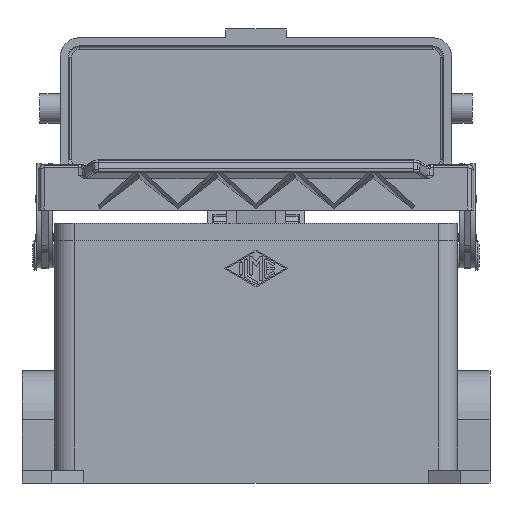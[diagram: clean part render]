
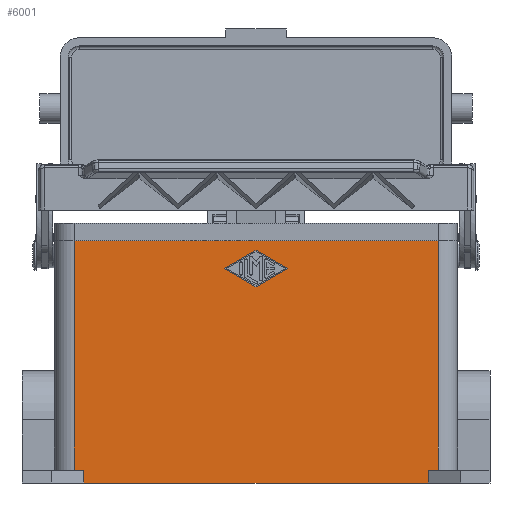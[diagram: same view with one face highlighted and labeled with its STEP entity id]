
A CAD part, front view. The second image highlights one B-rep face of the part: STEP entity #6001.
In plain terms, the highlighted planar face has unit normal (0, -1, 0).
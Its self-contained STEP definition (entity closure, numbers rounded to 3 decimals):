
#5159=CARTESIAN_POINT('',(-9.75,-21.75,15.));
#5160=VERTEX_POINT('',#5159);
#5167=CARTESIAN_POINT('',(0.,-21.75,9.375));
#5168=VERTEX_POINT('',#5167);
#5169=CARTESIAN_POINT('',(0.,-21.75,9.375));
#5170=DIRECTION('',(-0.866,0.0,0.5));
#5171=VECTOR('',#5170,11.256);
#5172=LINE('',#5169,#5171);
#5173=EDGE_CURVE('',#5168,#5160,#5172,.T.);
#5198=CARTESIAN_POINT('',(9.75,-21.75,15.));
#5199=VERTEX_POINT('',#5198);
#5200=CARTESIAN_POINT('',(9.75,-21.75,15.));
#5201=DIRECTION('',(-0.866,0.0,-0.5));
#5202=VECTOR('',#5201,11.256);
#5203=LINE('',#5200,#5202);
#5204=EDGE_CURVE('',#5199,#5168,#5203,.T.);
#5229=CARTESIAN_POINT('',(0.,-21.75,20.625));
#5230=VERTEX_POINT('',#5229);
#5231=CARTESIAN_POINT('',(0.,-21.75,20.625));
#5232=DIRECTION('',(0.866,0.0,-0.5));
#5233=VECTOR('',#5232,11.256);
#5234=LINE('',#5231,#5233);
#5235=EDGE_CURVE('',#5230,#5199,#5234,.T.);
#5258=CARTESIAN_POINT('',(-9.75,-21.75,15.));
#5259=DIRECTION('',(0.866,0.0,0.5));
#5260=VECTOR('',#5259,11.256);
#5261=LINE('',#5258,#5260);
#5262=EDGE_CURVE('',#5160,#5230,#5261,.T.);
#5924=CARTESIAN_POINT('',(53.0,-21.75,-51.0));
#5925=DIRECTION('',(0.0,-1.0,0.0));
#5926=DIRECTION('',(0.0,0.0,-1.0));
#5927=AXIS2_PLACEMENT_3D('',#5924,#5925,#5926);
#5928=PLANE('',#5927);
#5929=CARTESIAN_POINT('',(-53.0,-21.75,-51.0));
#5930=VERTEX_POINT('',#5929);
#5931=CARTESIAN_POINT('',(-53.0,-21.75,-47.));
#5932=VERTEX_POINT('',#5931);
#5933=CARTESIAN_POINT('',(-53.0,-21.75,-51.0));
#5934=DIRECTION('',(0.0,0.0,1.0));
#5935=VECTOR('',#5934,4.);
#5936=LINE('',#5933,#5935);
#5937=EDGE_CURVE('',#5930,#5932,#5936,.T.);
#5938=ORIENTED_EDGE('',*,*,#5937,.F.);
#5939=CARTESIAN_POINT('',(53.0,-21.75,-51.0));
#5940=VERTEX_POINT('',#5939);
#5941=CARTESIAN_POINT('',(53.0,-21.75,-51.0));
#5942=DIRECTION('',(-1.0,0.0,0.0));
#5943=VECTOR('',#5942,106.0);
#5944=LINE('',#5941,#5943);
#5945=EDGE_CURVE('',#5940,#5930,#5944,.T.);
#5946=ORIENTED_EDGE('',*,*,#5945,.F.);
#5947=CARTESIAN_POINT('',(53.0,-21.75,-47.));
#5948=VERTEX_POINT('',#5947);
#5949=CARTESIAN_POINT('',(53.0,-21.75,-51.0));
#5950=DIRECTION('',(0.0,0.0,1.0));
#5951=VECTOR('',#5950,4.);
#5952=LINE('',#5949,#5951);
#5953=EDGE_CURVE('',#5940,#5948,#5952,.T.);
#5954=ORIENTED_EDGE('',*,*,#5953,.T.);
#5955=CARTESIAN_POINT('',(56.0,-21.75,-47.));
#5956=VERTEX_POINT('',#5955);
#5957=CARTESIAN_POINT('',(56.0,-21.75,-47.));
#5958=DIRECTION('',(-1.0,0.0,0.0));
#5959=VECTOR('',#5958,3.0);
#5960=LINE('',#5957,#5959);
#5961=EDGE_CURVE('',#5956,#5948,#5960,.T.);
#5962=ORIENTED_EDGE('',*,*,#5961,.F.);
#5963=CARTESIAN_POINT('',(56.0,-21.75,23.5));
#5964=VERTEX_POINT('',#5963);
#5965=CARTESIAN_POINT('',(56.0,-21.75,-47.));
#5966=DIRECTION('',(0.0,0.0,1.0));
#5967=VECTOR('',#5966,70.5);
#5968=LINE('',#5965,#5967);
#5969=EDGE_CURVE('',#5956,#5964,#5968,.T.);
#5970=ORIENTED_EDGE('',*,*,#5969,.T.);
#5971=CARTESIAN_POINT('',(-56.0,-21.75,23.5));
#5972=VERTEX_POINT('',#5971);
#5973=CARTESIAN_POINT('',(56.0,-21.75,23.5));
#5974=DIRECTION('',(-1.0,0.0,0.0));
#5975=VECTOR('',#5974,112.0);
#5976=LINE('',#5973,#5975);
#5977=EDGE_CURVE('',#5964,#5972,#5976,.T.);
#5978=ORIENTED_EDGE('',*,*,#5977,.T.);
#5979=CARTESIAN_POINT('',(-56.0,-21.75,-47.));
#5980=VERTEX_POINT('',#5979);
#5981=CARTESIAN_POINT('',(-56.0,-21.75,-47.));
#5982=DIRECTION('',(0.0,0.0,1.0));
#5983=VECTOR('',#5982,70.5);
#5984=LINE('',#5981,#5983);
#5985=EDGE_CURVE('',#5980,#5972,#5984,.T.);
#5986=ORIENTED_EDGE('',*,*,#5985,.F.);
#5987=CARTESIAN_POINT('',(-53.0,-21.75,-47.));
#5988=DIRECTION('',(-1.0,0.0,0.0));
#5989=VECTOR('',#5988,3.0);
#5990=LINE('',#5987,#5989);
#5991=EDGE_CURVE('',#5932,#5980,#5990,.T.);
#5992=ORIENTED_EDGE('',*,*,#5991,.F.);
#5993=EDGE_LOOP('',(#5938,#5946,#5954,#5962,#5970,#5978,#5986,#5992));
#5994=FACE_OUTER_BOUND('',#5993,.T.);
#5995=ORIENTED_EDGE('',*,*,#5173,.T.);
#5996=ORIENTED_EDGE('',*,*,#5262,.T.);
#5997=ORIENTED_EDGE('',*,*,#5235,.T.);
#5998=ORIENTED_EDGE('',*,*,#5204,.T.);
#5999=EDGE_LOOP('',(#5995,#5996,#5997,#5998));
#6000=FACE_BOUND('',#5999,.T.);
#6001=ADVANCED_FACE('',(#5994,#6000),#5928,.T.);
